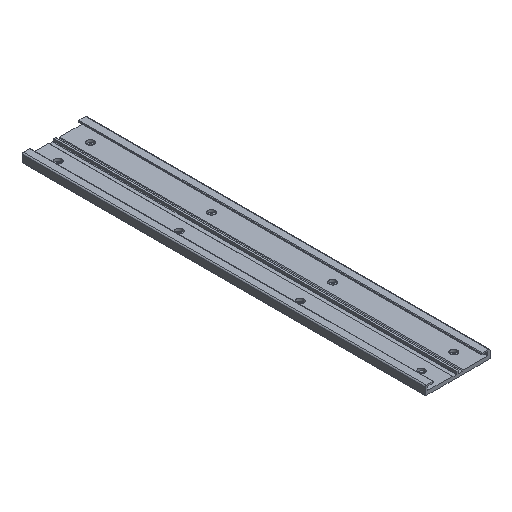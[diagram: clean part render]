
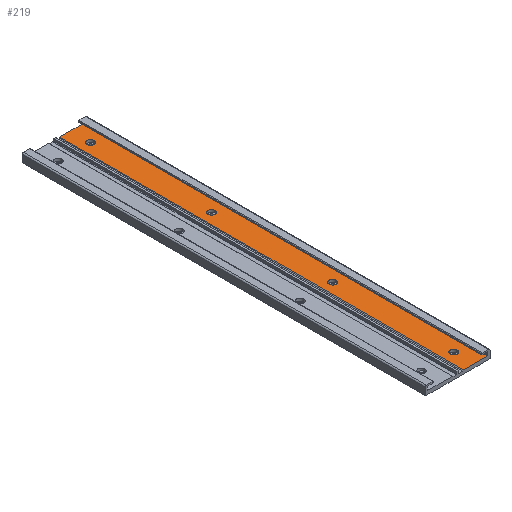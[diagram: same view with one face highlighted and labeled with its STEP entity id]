
A CAD part, isometric view. The second image highlights one B-rep face of the part: STEP entity #219.
In plain terms, the highlighted planar face has unit normal (0, 0, 1).
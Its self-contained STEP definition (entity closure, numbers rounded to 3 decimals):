
#219=ADVANCED_FACE('',(#472,#473,#474,#475,#476),#477,.T.);
#472=FACE_BOUND('',#756,.T.);
#473=FACE_BOUND('',#757,.T.);
#474=FACE_BOUND('',#758,.T.);
#475=FACE_BOUND('',#759,.T.);
#476=FACE_OUTER_BOUND('',#760,.T.);
#477=PLANE('',#761);
#756=EDGE_LOOP('',(#1305,#1306));
#757=EDGE_LOOP('',(#1307,#1308));
#758=EDGE_LOOP('',(#1309,#1310));
#759=EDGE_LOOP('',(#1311,#1312));
#760=EDGE_LOOP('',(#1313,#1314,#1315,#1316));
#761=AXIS2_PLACEMENT_3D('',#1317,#1318,#1319);
#1305=ORIENTED_EDGE('',*,*,#1669,.T.);
#1306=ORIENTED_EDGE('',*,*,#1751,.T.);
#1307=ORIENTED_EDGE('',*,*,#1659,.T.);
#1308=ORIENTED_EDGE('',*,*,#1758,.T.);
#1309=ORIENTED_EDGE('',*,*,#1649,.T.);
#1310=ORIENTED_EDGE('',*,*,#1765,.T.);
#1311=ORIENTED_EDGE('',*,*,#1639,.T.);
#1312=ORIENTED_EDGE('',*,*,#1772,.T.);
#1313=ORIENTED_EDGE('',*,*,#1835,.T.);
#1314=ORIENTED_EDGE('',*,*,#1836,.F.);
#1315=ORIENTED_EDGE('',*,*,#1837,.T.);
#1316=ORIENTED_EDGE('',*,*,#1832,.T.);
#1317=CARTESIAN_POINT('',(21.9,0.0,4.5));
#1318=DIRECTION('',(0.0,0.0,1.0));
#1319=DIRECTION('',(1.0,0.0,0.0));
#1639=EDGE_CURVE('',#1948,#1945,#1949,.T.);
#1649=EDGE_CURVE('',#1966,#1963,#1967,.T.);
#1659=EDGE_CURVE('',#1984,#1981,#1985,.T.);
#1669=EDGE_CURVE('',#2002,#1999,#2003,.T.);
#1751=EDGE_CURVE('',#1999,#2002,#2122,.T.);
#1758=EDGE_CURVE('',#1981,#1984,#2129,.T.);
#1765=EDGE_CURVE('',#1963,#1966,#2136,.T.);
#1772=EDGE_CURVE('',#1945,#1948,#2143,.T.);
#1832=EDGE_CURVE('',#2234,#2232,#2235,.T.);
#1835=EDGE_CURVE('',#2232,#2238,#2239,.T.);
#1836=EDGE_CURVE('',#2240,#2238,#2241,.T.);
#1837=EDGE_CURVE('',#2240,#2234,#2242,.T.);
#1945=VERTEX_POINT('',#2400);
#1948=VERTEX_POINT('',#2404);
#1949=CIRCLE('',#2405,4.25);
#1963=VERTEX_POINT('',#2422);
#1966=VERTEX_POINT('',#2426);
#1967=CIRCLE('',#2427,4.25);
#1981=VERTEX_POINT('',#2444);
#1984=VERTEX_POINT('',#2448);
#1985=CIRCLE('',#2449,4.25);
#1999=VERTEX_POINT('',#2466);
#2002=VERTEX_POINT('',#2470);
#2003=CIRCLE('',#2471,4.25);
#2122=CIRCLE('',#2609,4.25);
#2129=CIRCLE('',#2616,4.25);
#2136=CIRCLE('',#2623,4.25);
#2143=CIRCLE('',#2630,4.25);
#2232=VERTEX_POINT('',#2754);
#2234=VERTEX_POINT('',#2756);
#2235=LINE('',#2757,#2758);
#2238=VERTEX_POINT('',#2761);
#2239=LINE('',#2762,#2763);
#2240=VERTEX_POINT('',#2764);
#2241=LINE('',#2765,#2766);
#2242=LINE('',#2767,#2768);
#2400=CARTESIAN_POINT('',(24.25,25.0,4.5));
#2404=CARTESIAN_POINT('',(15.75,25.0,4.5));
#2405=AXIS2_PLACEMENT_3D('',#2985,#2986,#2987);
#2422=CARTESIAN_POINT('',(24.25,175.0,4.5));
#2426=CARTESIAN_POINT('',(15.75,175.0,4.5));
#2427=AXIS2_PLACEMENT_3D('',#3001,#3002,#3003);
#2444=CARTESIAN_POINT('',(24.25,325.0,4.5));
#2448=CARTESIAN_POINT('',(15.75,325.0,4.5));
#2449=AXIS2_PLACEMENT_3D('',#3017,#3018,#3019);
#2466=CARTESIAN_POINT('',(24.25,475.0,4.5));
#2470=CARTESIAN_POINT('',(15.75,475.0,4.5));
#2471=AXIS2_PLACEMENT_3D('',#3033,#3034,#3035);
#2609=AXIS2_PLACEMENT_3D('',#3169,#3170,#3171);
#2616=AXIS2_PLACEMENT_3D('',#3181,#3182,#3183);
#2623=AXIS2_PLACEMENT_3D('',#3193,#3194,#3195);
#2630=AXIS2_PLACEMENT_3D('',#3205,#3206,#3207);
#2754=CARTESIAN_POINT('',(37.0,500.0,4.5));
#2756=CARTESIAN_POINT('',(37.0,0.0,4.5));
#2757=CARTESIAN_POINT('',(37.0,0.0,4.5));
#2758=VECTOR('',#3270,1.0);
#2761=CARTESIAN_POINT('',(6.8,500.0,4.5));
#2762=CARTESIAN_POINT('',(6.8,500.0,4.5));
#2763=VECTOR('',#3274,1.0);
#2764=CARTESIAN_POINT('',(6.8,0.0,4.5));
#2765=CARTESIAN_POINT('',(6.8,0.0,4.5));
#2766=VECTOR('',#3275,1.0);
#2767=CARTESIAN_POINT('',(6.8,0.0,4.5));
#2768=VECTOR('',#3276,1.0);
#2985=CARTESIAN_POINT('',(20.0,25.0,4.5));
#2986=DIRECTION('',(0.0,0.0,-1.0));
#2987=DIRECTION('',(1.0,0.0,0.0));
#3001=CARTESIAN_POINT('',(20.0,175.0,4.5));
#3002=DIRECTION('',(0.0,0.0,-1.0));
#3003=DIRECTION('',(1.0,0.0,0.0));
#3017=CARTESIAN_POINT('',(20.0,325.0,4.5));
#3018=DIRECTION('',(0.0,0.0,-1.0));
#3019=DIRECTION('',(1.0,0.0,0.0));
#3033=CARTESIAN_POINT('',(20.0,475.0,4.5));
#3034=DIRECTION('',(0.0,0.0,-1.0));
#3035=DIRECTION('',(1.0,0.0,0.0));
#3169=CARTESIAN_POINT('',(20.0,475.0,4.5));
#3170=DIRECTION('',(0.0,0.0,-1.0));
#3171=DIRECTION('',(1.0,0.0,0.0));
#3181=CARTESIAN_POINT('',(20.0,325.0,4.5));
#3182=DIRECTION('',(0.0,0.0,-1.0));
#3183=DIRECTION('',(1.0,0.0,0.0));
#3193=CARTESIAN_POINT('',(20.0,175.0,4.5));
#3194=DIRECTION('',(0.0,0.0,-1.0));
#3195=DIRECTION('',(1.0,0.0,0.0));
#3205=CARTESIAN_POINT('',(20.0,25.0,4.5));
#3206=DIRECTION('',(0.0,0.0,-1.0));
#3207=DIRECTION('',(1.0,0.0,0.0));
#3270=DIRECTION('',(0.0,1.0,0.0));
#3274=DIRECTION('',(-1.0,0.0,-0.0));
#3275=DIRECTION('',(0.0,1.0,0.0));
#3276=DIRECTION('',(1.0,0.0,0.0));
